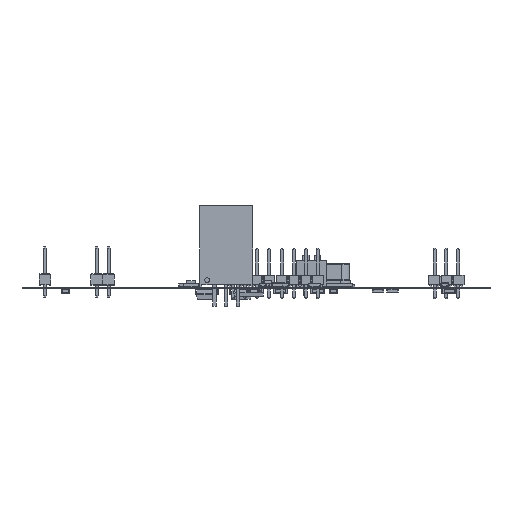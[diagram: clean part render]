
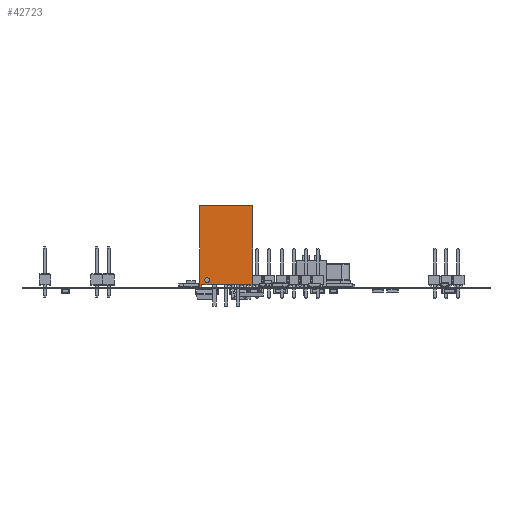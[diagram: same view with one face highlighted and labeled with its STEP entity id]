
A CAD part, left-side view. The second image highlights one B-rep face of the part: STEP entity #42723.
In plain terms, the highlighted face is planar.
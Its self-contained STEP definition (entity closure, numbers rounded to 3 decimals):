
#42440 = VERTEX_POINT('',#42441);
#42441 = CARTESIAN_POINT('',(-3.65,1.5,4.5));
#42447 = EDGE_CURVE('',#42448,#42440,#42450,.T.);
#42448 = VERTEX_POINT('',#42449);
#42449 = CARTESIAN_POINT('',(-4.65,1.5,4.5));
#42450 = CIRCLE('',#42451,0.5);
#42451 = AXIS2_PLACEMENT_3D('',#42452,#42453,#42454);
#42452 = CARTESIAN_POINT('',(-4.15,1.5,4.5));
#42453 = DIRECTION('',(0.,0.,1.));
#42454 = DIRECTION('',(1.,0.,0.));
#42490 = VERTEX_POINT('',#42491);
#42491 = CARTESIAN_POINT('',(-5.25,0.,4.5));
#42497 = EDGE_CURVE('',#42498,#42490,#42500,.T.);
#42498 = VERTEX_POINT('',#42499);
#42499 = CARTESIAN_POINT('',(-5.75,0.,4.5));
#42500 = LINE('',#42501,#42502);
#42501 = CARTESIAN_POINT('',(-5.25,0.,4.5));
#42502 = VECTOR('',#42503,1.);
#42503 = DIRECTION('',(1.,0.,0.));
#42528 = VERTEX_POINT('',#42529);
#42529 = CARTESIAN_POINT('',(-5.25,0.5,4.5));
#42535 = EDGE_CURVE('',#42490,#42528,#42536,.T.);
#42536 = LINE('',#42537,#42538);
#42537 = CARTESIAN_POINT('',(-5.25,0.5,4.5));
#42538 = VECTOR('',#42539,1.);
#42539 = DIRECTION('',(0.,1.,0.));
#42559 = VERTEX_POINT('',#42560);
#42560 = CARTESIAN_POINT('',(5.25,0.5,4.5));
#42566 = EDGE_CURVE('',#42528,#42559,#42567,.T.);
#42567 = LINE('',#42568,#42569);
#42568 = CARTESIAN_POINT('',(5.25,0.5,4.5));
#42569 = VECTOR('',#42570,1.);
#42570 = DIRECTION('',(1.,0.,0.));
#42590 = VERTEX_POINT('',#42591);
#42591 = CARTESIAN_POINT('',(5.25,0.,4.5));
#42597 = EDGE_CURVE('',#42559,#42590,#42598,.T.);
#42598 = LINE('',#42599,#42600);
#42599 = CARTESIAN_POINT('',(5.25,0.,4.5));
#42600 = VECTOR('',#42601,1.);
#42601 = DIRECTION('',(0.,-1.,0.));
#42621 = VERTEX_POINT('',#42622);
#42622 = CARTESIAN_POINT('',(5.75,0.,4.5));
#42628 = EDGE_CURVE('',#42590,#42621,#42629,.T.);
#42629 = LINE('',#42630,#42631);
#42630 = CARTESIAN_POINT('',(5.75,0.,4.5));
#42631 = VECTOR('',#42632,1.);
#42632 = DIRECTION('',(1.,0.,0.));
#42652 = VERTEX_POINT('',#42653);
#42653 = CARTESIAN_POINT('',(5.75,17.5,4.5));
#42659 = EDGE_CURVE('',#42621,#42652,#42660,.T.);
#42660 = LINE('',#42661,#42662);
#42661 = CARTESIAN_POINT('',(5.75,17.5,4.5));
#42662 = VECTOR('',#42663,1.);
#42663 = DIRECTION('',(0.,1.,0.));
#42683 = VERTEX_POINT('',#42684);
#42684 = CARTESIAN_POINT('',(-5.75,17.5,4.5));
#42690 = EDGE_CURVE('',#42652,#42683,#42691,.T.);
#42691 = LINE('',#42692,#42693);
#42692 = CARTESIAN_POINT('',(-5.75,17.5,4.5));
#42693 = VECTOR('',#42694,1.);
#42694 = DIRECTION('',(-1.,0.,0.));
#42712 = EDGE_CURVE('',#42683,#42498,#42713,.T.);
#42713 = LINE('',#42714,#42715);
#42714 = CARTESIAN_POINT('',(-5.75,0.,4.5));
#42715 = VECTOR('',#42716,1.);
#42716 = DIRECTION('',(0.,-1.,0.));
#42723 = ADVANCED_FACE('',(#42724,#42734),#42744,.F.);
#42724 = FACE_BOUND('',#42725,.T.);
#42725 = EDGE_LOOP('',(#42726,#42733));
#42726 = ORIENTED_EDGE('',*,*,#42727,.F.);
#42727 = EDGE_CURVE('',#42440,#42448,#42728,.T.);
#42728 = CIRCLE('',#42729,0.5);
#42729 = AXIS2_PLACEMENT_3D('',#42730,#42731,#42732);
#42730 = CARTESIAN_POINT('',(-4.15,1.5,4.5));
#42731 = DIRECTION('',(0.,0.,1.));
#42732 = DIRECTION('',(1.,0.,0.));
#42733 = ORIENTED_EDGE('',*,*,#42447,.F.);
#42734 = FACE_BOUND('',#42735,.T.);
#42735 = EDGE_LOOP('',(#42736,#42737,#42738,#42739,#42740,#42741,#42742,
    #42743));
#42736 = ORIENTED_EDGE('',*,*,#42497,.T.);
#42737 = ORIENTED_EDGE('',*,*,#42535,.T.);
#42738 = ORIENTED_EDGE('',*,*,#42566,.T.);
#42739 = ORIENTED_EDGE('',*,*,#42597,.T.);
#42740 = ORIENTED_EDGE('',*,*,#42628,.T.);
#42741 = ORIENTED_EDGE('',*,*,#42659,.T.);
#42742 = ORIENTED_EDGE('',*,*,#42690,.T.);
#42743 = ORIENTED_EDGE('',*,*,#42712,.T.);
#42744 = PLANE('',#42745);
#42745 = AXIS2_PLACEMENT_3D('',#42746,#42747,#42748);
#42746 = CARTESIAN_POINT('',(0.,0.,4.5));
#42747 = DIRECTION('',(0.,0.,-1.));
#42748 = DIRECTION('',(-1.,0.,0.));
